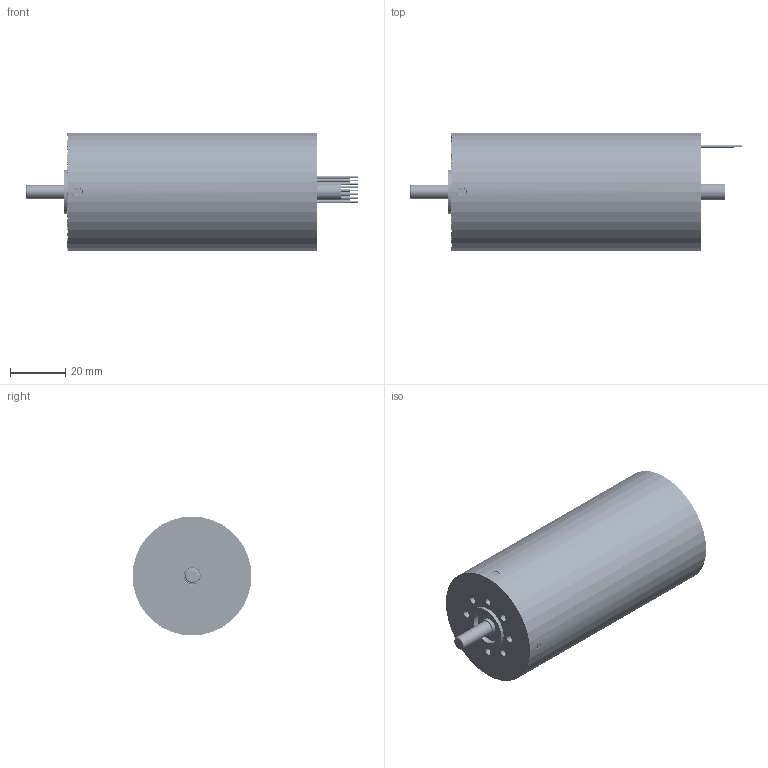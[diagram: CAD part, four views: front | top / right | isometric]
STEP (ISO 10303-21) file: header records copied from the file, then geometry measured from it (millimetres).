
FILE_DESCRIPTION (( 'STEP AP214' ), '1' );
FILE_NAME ('107009001.STEP', '2025-07-11T01:21:28', ( 'China' ), ( 'Microsoft' ), 'SwSTEP 2.0', 'SolidWorks 2025', '' );
FILE_SCHEMA (( 'AUTOMOTIVE_DESIGN' ));
Length unit declared in the file: millimetre
Products named in the file (1): 107009001
Bounding box: 120 x 43 x 43 mm (x, y, z)
Volume: 119947.9 mm3; surface area: 556939.2 mm2
Topology: 406 solids, 406 shells, 3487 faces, 7697 edges, 5078 vertices
Faces by surface type: cylinder 2075, plane 1284, torus 67, cone 38, bspline 23
Entity records: 119948 total; most frequent: CARTESIAN_POINT 34983, DIRECTION 18041, ORIENTED_EDGE 15366, EDGE_CURVE 7683, AXIS2_PLACEMENT_3D 7430, VERTEX_POINT 5078, EDGE_LOOP 4351, CIRCLE 3965
